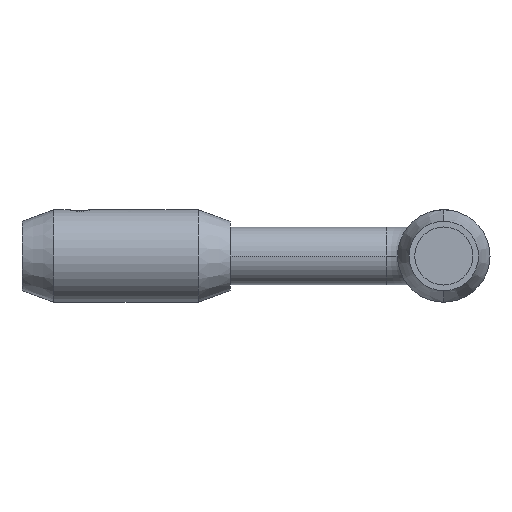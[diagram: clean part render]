
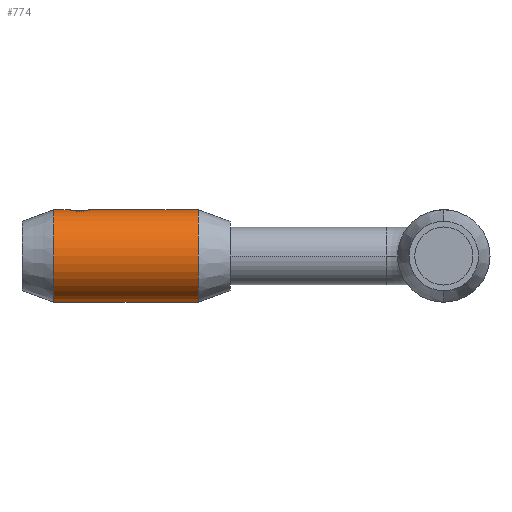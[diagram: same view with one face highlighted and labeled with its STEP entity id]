
A CAD part, front view. The second image highlights one B-rep face of the part: STEP entity #774.
In plain terms, the highlighted cylindrical face has radius 8 mm (diameter 16 mm), a partial arc.
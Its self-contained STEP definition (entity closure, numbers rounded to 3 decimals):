
#177=CARTESIAN_POINT('',(-61.333,0.,8.));
#178=CARTESIAN_POINT('',(-61.333,-0.104,8.));
#179=CARTESIAN_POINT('',(-61.352,-0.309,
7.996));
#180=CARTESIAN_POINT('',(-61.438,-0.609,
7.979));
#181=CARTESIAN_POINT('',(-61.576,-0.885,
7.952));
#182=CARTESIAN_POINT('',(-61.764,-1.133,7.92));
#183=CARTESIAN_POINT('',(-61.992,-1.34,7.888));
#184=CARTESIAN_POINT('',(-62.258,-1.504,7.858));
#185=CARTESIAN_POINT('',(-62.546,-1.614,7.836));
#186=CARTESIAN_POINT('',(-62.855,-1.67,7.824));
#187=CARTESIAN_POINT('',(-63.165,-1.669,7.824));
#188=CARTESIAN_POINT('',(-63.474,-1.608,7.837));
#189=CARTESIAN_POINT('',(-63.76,-1.494,7.86));
#190=CARTESIAN_POINT('',(-64.021,-1.329,7.89));
#191=CARTESIAN_POINT('',(-64.245,-1.123,7.922));
#192=CARTESIAN_POINT('',(-64.429,-0.877,
7.953));
#193=CARTESIAN_POINT('',(-64.564,-0.602,
7.979));
#194=CARTESIAN_POINT('',(-64.648,-0.305,
7.996));
#195=CARTESIAN_POINT('',(-64.667,-0.103,8.));
#196=CARTESIAN_POINT('',(-64.667,0.,8.));
#198=DIRECTION('',(-1.,0.,0.));
#199=VECTOR('',#198,18.838);
#200=CARTESIAN_POINT('',(-42.495,0.,
8.));
#201=LINE('',#200,#199);
#202=CARTESIAN_POINT('',(-42.495,0.,0.));
#203=DIRECTION('',(-1.,0.,0.));
#204=DIRECTION('',(0.,0.,-1.));
#205=AXIS2_PLACEMENT_3D('',#202,#203,#204);
#207=DIRECTION('',(-1.,0.,0.));
#208=VECTOR('',#207,25.01);
#209=CARTESIAN_POINT('',(-42.495,0.,
-8.));
#210=LINE('',#209,#208);
#211=CARTESIAN_POINT('',(-67.505,0.,0.));
#212=DIRECTION('',(-1.,0.,0.));
#213=DIRECTION('',(0.,0.,-1.));
#214=AXIS2_PLACEMENT_3D('',#211,#212,#213);
#216=DIRECTION('',(-1.,0.,0.));
#217=VECTOR('',#216,2.838);
#218=CARTESIAN_POINT('',(-64.667,0.,8.));
#219=LINE('',#218,#217);
#552=CARTESIAN_POINT('',(-67.505,0.,8.));
#553=CARTESIAN_POINT('',(-67.505,0.,-8.));
#554=VERTEX_POINT('',#552);
#555=VERTEX_POINT('',#553);
#556=CARTESIAN_POINT('',(-42.495,0.,8.));
#557=CARTESIAN_POINT('',(-42.495,0.,-8.));
#558=VERTEX_POINT('',#556);
#559=VERTEX_POINT('',#557);
#570=CARTESIAN_POINT('',(-61.333,0.,8.));
#572=VERTEX_POINT('',#570);
#575=CARTESIAN_POINT('',(-64.667,0.,8.));
#577=VERTEX_POINT('',#575);
#759=CARTESIAN_POINT('',(-74.8,0.,0.));
#760=DIRECTION('',(1.,0.,0.));
#761=DIRECTION('',(0.,0.,1.));
#762=AXIS2_PLACEMENT_3D('',#759,#760,#761);
#763=CYLINDRICAL_SURFACE('',#762,8.);
#764=ORIENTED_EDGE('',*,*,#751,.F.);
#765=ORIENTED_EDGE('',*,*,#725,.F.);
#767=ORIENTED_EDGE('',*,*,#766,.F.);
#768=ORIENTED_EDGE('',*,*,#722,.T.);
#770=ORIENTED_EDGE('',*,*,#769,.T.);
#771=ORIENTED_EDGE('',*,*,#718,.F.);
#772=EDGE_LOOP('',(#764,#765,#767,#768,#770,#771));
#773=FACE_OUTER_BOUND('',#772,.F.);
#197=B_SPLINE_CURVE_WITH_KNOTS('',3,(#177,#178,#179,#180,#181,#182,#183,#184,
#185,#186,#187,#188,#189,#190,#191,#192,#193,#194,#195,#196),.UNSPECIFIED.,.F.,
.F.,(4,1,1,1,1,1,1,1,1,1,1,1,1,1,1,1,1,4),(0.,0.059,
0.118,0.176,0.235,0.294,
0.353,0.412,0.471,0.529,
0.588,0.647,0.706,0.765,
0.824,0.882,0.941,1.),.UNSPECIFIED.);
#206=CIRCLE('',#205,8.);
#215=CIRCLE('',#214,8.);
#718=EDGE_CURVE('',#577,#554,#219,.T.);
#722=EDGE_CURVE('',#559,#555,#210,.T.);
#725=EDGE_CURVE('',#558,#572,#201,.T.);
#751=EDGE_CURVE('',#572,#577,#197,.T.);
#766=EDGE_CURVE('',#559,#558,#206,.T.);
#769=EDGE_CURVE('',#555,#554,#215,.T.);
#774=ADVANCED_FACE('',(#773),#763,.T.);
